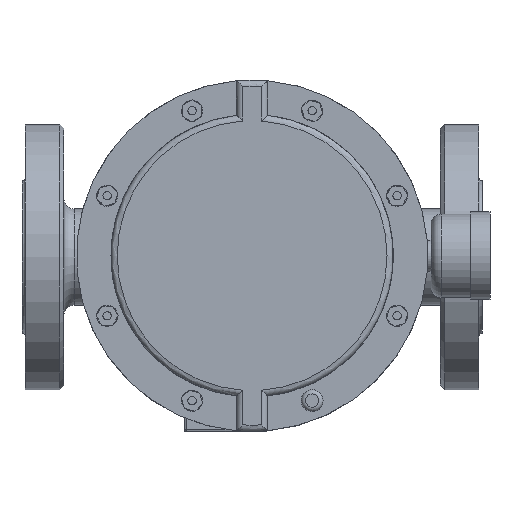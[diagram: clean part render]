
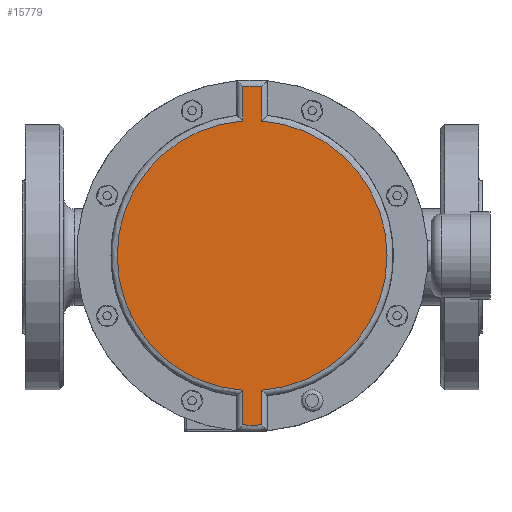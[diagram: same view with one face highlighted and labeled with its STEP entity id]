
A CAD part, top view. The second image highlights one B-rep face of the part: STEP entity #15779.
In plain terms, the highlighted planar face has unit normal (0, 0, 1).
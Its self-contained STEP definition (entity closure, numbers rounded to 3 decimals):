
#591=LINE('',#24627,#2012);
#593=LINE('',#24699,#2014);
#596=LINE('',#24705,#2017);
#598=LINE('',#24741,#2019);
#2012=VECTOR('',#18958,16.532);
#2014=VECTOR('',#18974,16.532);
#2017=VECTOR('',#18979,16.532);
#2019=VECTOR('',#18989,16.532);
#3261=PLANE('',#16866);
#4279=FACE_OUTER_BOUND('',#5310,.T.);
#5310=EDGE_LOOP('',(#11644,#11645,#11646,#11647,#11648,#11649,#11650,#11651));
#6507=CIRCLE('',#16844,64.5);
#6508=CIRCLE('',#16847,81.);
#6511=CIRCLE('',#16851,64.5);
#6513=CIRCLE('',#16856,81.);
#7393=VERTEX_POINT('',#24594);
#7394=VERTEX_POINT('',#24609);
#7395=VERTEX_POINT('',#24626);
#7397=VERTEX_POINT('',#24645);
#7401=VERTEX_POINT('',#24667);
#7402=VERTEX_POINT('',#24682);
#7404=VERTEX_POINT('',#24704);
#7406=VERTEX_POINT('',#24723);
#9012=EDGE_CURVE('',#7393,#7394,#6507,.T.);
#9014=EDGE_CURVE('',#7394,#7395,#591,.T.);
#9017=EDGE_CURVE('',#7395,#7397,#6508,.T.);
#9022=EDGE_CURVE('',#7401,#7402,#6511,.T.);
#9024=EDGE_CURVE('',#7397,#7401,#593,.T.);
#9027=EDGE_CURVE('',#7402,#7404,#596,.T.);
#9030=EDGE_CURVE('',#7404,#7406,#6513,.T.);
#9033=EDGE_CURVE('',#7406,#7393,#598,.T.);
#11644=ORIENTED_EDGE('',*,*,#9022,.F.);
#11645=ORIENTED_EDGE('',*,*,#9024,.F.);
#11646=ORIENTED_EDGE('',*,*,#9017,.F.);
#11647=ORIENTED_EDGE('',*,*,#9014,.F.);
#11648=ORIENTED_EDGE('',*,*,#9012,.F.);
#11649=ORIENTED_EDGE('',*,*,#9033,.F.);
#11650=ORIENTED_EDGE('',*,*,#9030,.F.);
#11651=ORIENTED_EDGE('',*,*,#9027,.F.);
#15779=ADVANCED_FACE('',(#4279),#3261,.T.);
#16844=AXIS2_PLACEMENT_3D('',#24610,#18954,#18955);
#16847=AXIS2_PLACEMENT_3D('',#24646,#18962,#18963);
#16851=AXIS2_PLACEMENT_3D('',#24683,#18970,#18971);
#16856=AXIS2_PLACEMENT_3D('',#24724,#18984,#18985);
#16866=AXIS2_PLACEMENT_3D('',#24767,#19015,#19016);
#18954=DIRECTION('center_axis',(0.,0.,-1.));
#18955=DIRECTION('ref_axis',(-1.,0.,0.));
#18958=DIRECTION('',(0.,1.,0.));
#18962=DIRECTION('center_axis',(0.,0.,-1.));
#18963=DIRECTION('ref_axis',(0.,1.,0.));
#18970=DIRECTION('center_axis',(0.,0.,-1.));
#18971=DIRECTION('ref_axis',(1.,0.,0.));
#18974=DIRECTION('',(0.,-1.,0.));
#18979=DIRECTION('',(0.,-1.,0.));
#18984=DIRECTION('center_axis',(0.,0.,-1.));
#18985=DIRECTION('ref_axis',(0.,-1.,0.));
#18989=DIRECTION('',(0.,1.,0.));
#19015=DIRECTION('center_axis',(0.,0.,1.));
#19016=DIRECTION('ref_axis',(1.,0.,0.));
#24594=CARTESIAN_POINT('',(-4.5,-64.343,377.));
#24609=CARTESIAN_POINT('',(-4.5,64.343,377.));
#24610=CARTESIAN_POINT('Origin',(0.,0.,377.));
#24626=CARTESIAN_POINT('',(-4.5,80.875,377.));
#24627=CARTESIAN_POINT('',(-4.5,0.,377.));
#24645=CARTESIAN_POINT('',(4.5,80.875,377.));
#24646=CARTESIAN_POINT('Origin',(0.,0.,377.));
#24667=CARTESIAN_POINT('',(4.5,64.343,377.));
#24682=CARTESIAN_POINT('',(4.5,-64.343,377.));
#24683=CARTESIAN_POINT('Origin',(0.,0.,377.));
#24699=CARTESIAN_POINT('',(4.5,0.,377.));
#24704=CARTESIAN_POINT('',(4.5,-80.875,377.));
#24705=CARTESIAN_POINT('',(4.5,0.,377.));
#24723=CARTESIAN_POINT('',(-4.5,-80.875,377.));
#24724=CARTESIAN_POINT('Origin',(0.,0.,377.));
#24741=CARTESIAN_POINT('',(-4.5,0.,377.));
#24767=CARTESIAN_POINT('Origin',(0.,0.,
377.));
